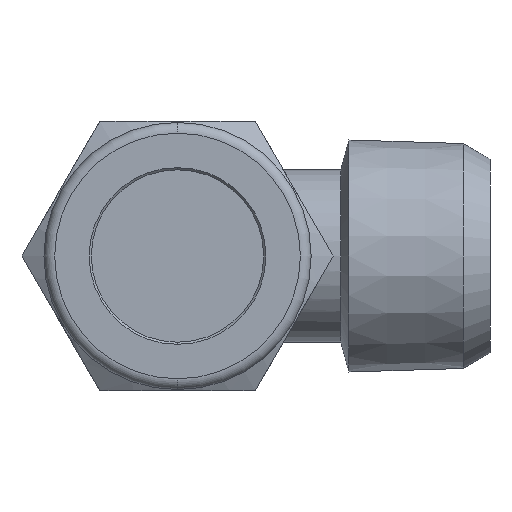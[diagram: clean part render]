
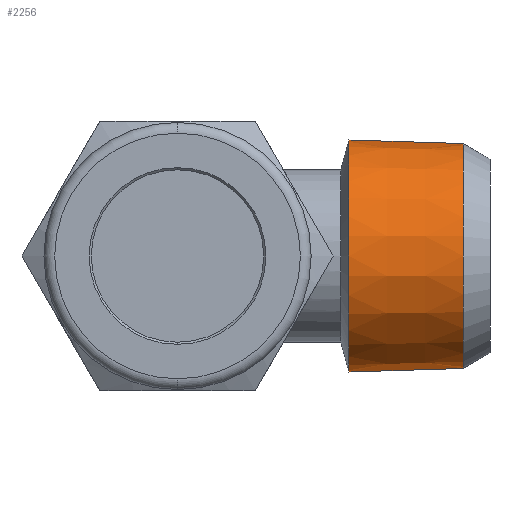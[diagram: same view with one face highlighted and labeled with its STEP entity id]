
A CAD part, left-side view. The second image highlights one B-rep face of the part: STEP entity #2256.
In plain terms, the highlighted conical face has half-angle 1.79 degrees and reference radius 10.435 mm.
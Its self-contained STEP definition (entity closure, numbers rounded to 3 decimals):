
#163 = AXIS2_PLACEMENT_3D ( 'NONE', #2964, #2965, #2966 ) ;
#172 = AXIS2_PLACEMENT_3D ( 'NONE', #1244, #1245, #1246 ) ;
#833 = EDGE_CURVE ( 'NONE', #878, #872, #1665, .T. ) ;
#835 = EDGE_CURVE ( 'NONE', #877, #873, #1668, .T. ) ;
#872 = VERTEX_POINT ( 'NONE', #1392 ) ;
#873 = VERTEX_POINT ( 'NONE', #1393 ) ;
#877 = VERTEX_POINT ( 'NONE', #1397 ) ;
#878 = VERTEX_POINT ( 'NONE', #1398 ) ;
#1244 = CARTESIAN_POINT ( 'NONE',  ( 0., 2.985, 0. ) ) ;
#1245 = DIRECTION ( 'NONE',  ( 0., -1., 0. ) ) ;
#1246 = DIRECTION ( 'NONE',  ( 0., 0., -1. ) ) ;
#1392 = CARTESIAN_POINT ( 'NONE',  ( 0., 13.598, -10.767 ) ) ;
#1393 = CARTESIAN_POINT ( 'NONE',  ( 0., 13.598, 10.767 ) ) ;
#1397 = CARTESIAN_POINT ( 'NONE',  ( 0., 2.985, 10.435 ) ) ;
#1398 = CARTESIAN_POINT ( 'NONE',  ( 0., 2.985, -10.435 ) ) ;
#1471 = DIRECTION ( 'NONE',  ( 0., 0., 1. ) ) ;
#1472 = CARTESIAN_POINT ( 'NONE',  ( 0., 2.985, 0. ) ) ;
#1473 = DIRECTION ( 'NONE',  ( 0., 1., 0. ) ) ;
#1548 = ORIENTED_EDGE ( 'NONE', *, *, #833, .F. ) ;
#1549 = ORIENTED_EDGE ( 'NONE', *, *, #2434, .F. ) ;
#1550 = ORIENTED_EDGE ( 'NONE', *, *, #835, .T. ) ;
#1551 = ORIENTED_EDGE ( 'NONE', *, *, #2388, .F. ) ;
#1665 = LINE ( 'NONE', #2167, #1669 ) ;
#1668 = LINE ( 'NONE', #2172, #1672 ) ;
#1669 = VECTOR ( 'NONE', #2166, 1000. ) ;
#1672 = VECTOR ( 'NONE', #2171, 1000. ) ;
#1698 = FACE_OUTER_BOUND ( 'NONE', #3035, .T. ) ;
#1714 = CONICAL_SURFACE ( 'NONE', #2572, 10.435, 0.031 ) ;
#1926 = CIRCLE ( 'NONE', #163, 10.767 ) ;
#2007 = CIRCLE ( 'NONE', #172, 10.435 ) ;
#2166 = DIRECTION ( 'NONE',  ( 0., 1., -0.031 ) ) ;
#2167 = CARTESIAN_POINT ( 'NONE',  ( 0., 2.985, -10.435 ) ) ;
#2171 = DIRECTION ( 'NONE',  ( 0., 1., 0.031 ) ) ;
#2172 = CARTESIAN_POINT ( 'NONE',  ( 0., 2.985, 10.435 ) ) ;
#2256 = ADVANCED_FACE ( 'NONE', ( #1698 ), #1714, .T. ) ;
#2388 = EDGE_CURVE ( 'NONE', #872, #873, #1926, .T. ) ;
#2434 = EDGE_CURVE ( 'NONE', #877, #878, #2007, .T. ) ;
#2572 = AXIS2_PLACEMENT_3D ( 'NONE', #1472, #1473, #1471 ) ;
#2964 = CARTESIAN_POINT ( 'NONE',  ( 0., 13.598, 0. ) ) ;
#2965 = DIRECTION ( 'NONE',  ( 0., 1., 0. ) ) ;
#2966 = DIRECTION ( 'NONE',  ( 0., 0., 1. ) ) ;
#3035 = EDGE_LOOP ( 'NONE', ( #1548, #1549, #1550, #1551 ) ) ;
